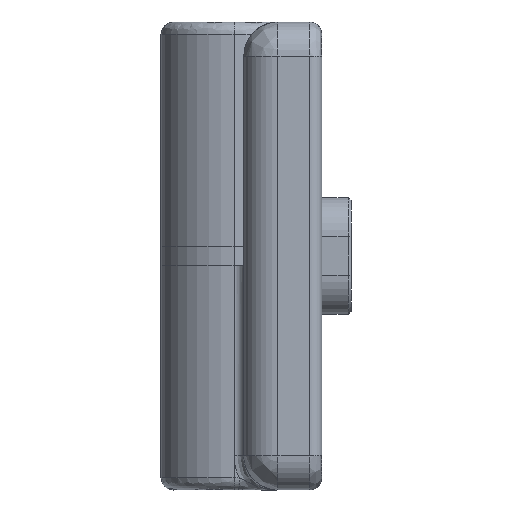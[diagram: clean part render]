
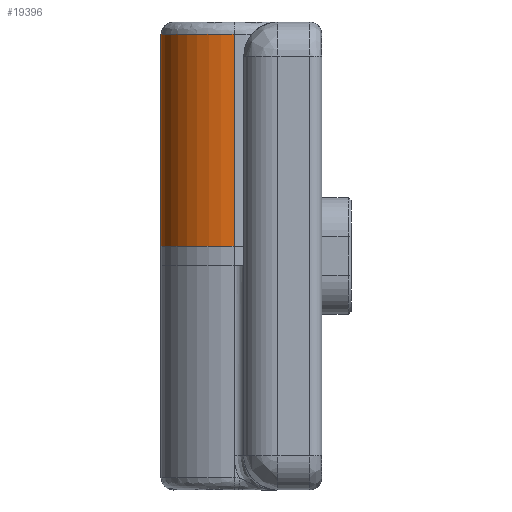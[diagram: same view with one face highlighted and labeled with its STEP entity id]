
A CAD part, left-side view. The second image highlights one B-rep face of the part: STEP entity #19396.
In plain terms, the highlighted cylindrical face has radius 7.5 mm (diameter 15 mm), a partial arc.
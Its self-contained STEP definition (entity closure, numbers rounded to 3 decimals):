
#883 = CARTESIAN_POINT ( 'NONE',  ( 7.5, 9., 1. ) ) ;
#1111 = ORIENTED_EDGE ( 'NONE', *, *, #17101, .T. ) ;
#1140 = ORIENTED_EDGE ( 'NONE', *, *, #17132, .T. ) ;
#1142 = ORIENTED_EDGE ( 'NONE', *, *, #17102, .F. ) ;
#1147 = ORIENTED_EDGE ( 'NONE', *, *, #17103, .T. ) ;
#1150 = ORIENTED_EDGE ( 'NONE', *, *, #17104, .T. ) ;
#5846 = CARTESIAN_POINT ( 'NONE',  ( 7.5, 9., 0. ) ) ;
#5858 = CARTESIAN_POINT ( 'NONE',  ( 7.5, 9., 0. ) ) ;
#5860 = DIRECTION ( 'NONE',  ( 0., 0., -1. ) ) ;
#5861 = DIRECTION ( 'NONE',  ( 0., 0., 1. ) ) ;
#5862 = CARTESIAN_POINT ( 'NONE',  ( -7.5, 9., 0. ) ) ;
#5863 = DIRECTION ( 'NONE',  ( 0., 0., 1. ) ) ;
#5865 = CARTESIAN_POINT ( 'NONE',  ( 0., 9., 1. ) ) ;
#5866 = DIRECTION ( 'NONE',  ( 0., 0., 1. ) ) ;
#5867 = DIRECTION ( 'NONE',  ( 1., 0., 0. ) ) ;
#5988 = CARTESIAN_POINT ( 'NONE',  ( 0., 9., 22.75 ) ) ;
#5989 = DIRECTION ( 'NONE',  ( 0., 0., -1. ) ) ;
#5990 = DIRECTION ( 'NONE',  ( 1., 0., 0. ) ) ;
#7374 = LINE ( 'NONE', #5846, #7383 ) ;
#7380 = LINE ( 'NONE', #5858, #7381 ) ;
#7381 = VECTOR ( 'NONE', #5860, 1000. ) ;
#7382 = LINE ( 'NONE', #5862, #7385 ) ;
#7383 = VECTOR ( 'NONE', #5861, 1000. ) ;
#7384 = CIRCLE ( 'NONE', #12450, 7.5 ) ;
#7385 = VECTOR ( 'NONE', #5863, 1000. ) ;
#7419 = CIRCLE ( 'NONE', #12463, 7.5 ) ;
#8332 = CARTESIAN_POINT ( 'NONE',  ( 7.5, 9., 20.5 ) ) ;
#8569 = CARTESIAN_POINT ( 'NONE',  ( 7.5, 9., 22.75 ) ) ;
#8570 = CARTESIAN_POINT ( 'NONE',  ( -7.5, 9., 22.75 ) ) ;
#8576 = CARTESIAN_POINT ( 'NONE',  ( -7.5, 9., 1. ) ) ;
#12450 = AXIS2_PLACEMENT_3D ( 'NONE', #5865, #5866, #5867 ) ;
#12463 = AXIS2_PLACEMENT_3D ( 'NONE', #5988, #5989, #5990 ) ;
#13357 = VERTEX_POINT ( 'NONE', #8332 ) ;
#13594 = VERTEX_POINT ( 'NONE', #8569 ) ;
#13595 = VERTEX_POINT ( 'NONE', #8570 ) ;
#13601 = VERTEX_POINT ( 'NONE', #8576 ) ;
#17101 = EDGE_CURVE ( 'NONE', #13357, #18994, #7380, .T. ) ;
#17102 = EDGE_CURVE ( 'NONE', #13357, #13594, #7374, .T. ) ;
#17103 = EDGE_CURVE ( 'NONE', #13601, #13595, #7382, .T. ) ;
#17104 = EDGE_CURVE ( 'NONE', #18994, #13601, #7384, .T. ) ;
#17132 = EDGE_CURVE ( 'NONE', #13595, #13594, #7419, .T. ) ;
#18994 = VERTEX_POINT ( 'NONE', #883 ) ;
#19396 = ADVANCED_FACE ( 'NONE', ( #23340 ), #23346, .T. ) ;
#22426 = DIRECTION ( 'NONE',  ( 1., 0., 0. ) ) ;
#22428 = DIRECTION ( 'NONE',  ( 0., 0., 1. ) ) ;
#22430 = CARTESIAN_POINT ( 'NONE',  ( 0., 9., 0. ) ) ;
#22502 = AXIS2_PLACEMENT_3D ( 'NONE', #22430, #22428, #22426 ) ;
#22673 = EDGE_LOOP ( 'NONE', ( #1150, #1147, #1140, #1142, #1111 ) ) ;
#23340 = FACE_OUTER_BOUND ( 'NONE', #22673, .T. ) ;
#23346 = CYLINDRICAL_SURFACE ( 'NONE', #22502, 7.5 ) ;
